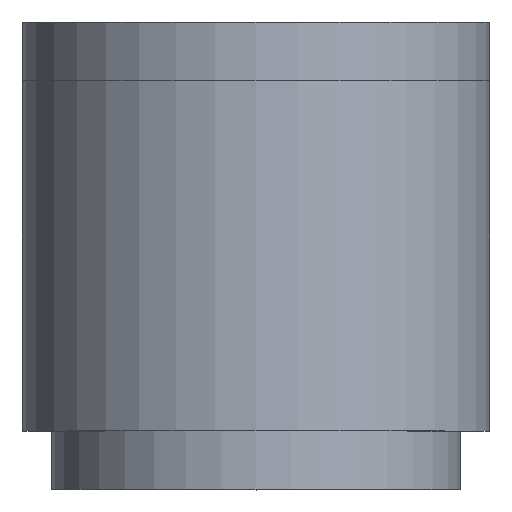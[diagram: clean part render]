
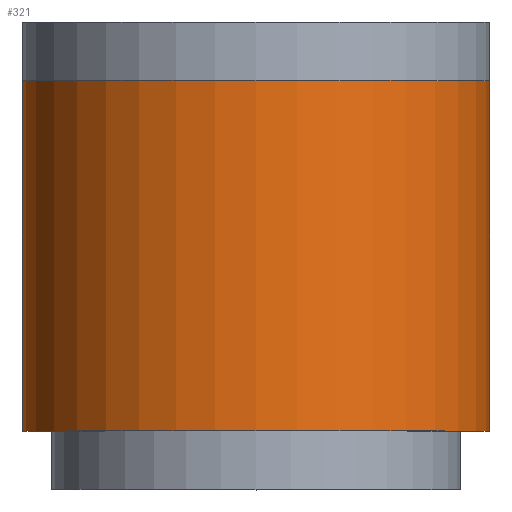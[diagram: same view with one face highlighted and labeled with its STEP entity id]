
A CAD part, top view. The second image highlights one B-rep face of the part: STEP entity #321.
In plain terms, the highlighted cylindrical face has radius 20 mm (diameter 40 mm), a partial arc.
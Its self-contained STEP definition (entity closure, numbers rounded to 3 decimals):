
#66=CARTESIAN_POINT('',(0.,30.,0.));
#67=DIRECTION('',(0.,-1.,0.));
#68=DIRECTION('',(1.,0.,0.));
#69=AXIS2_PLACEMENT_3D('',#66,#67,#68);
#75=DIRECTION('',(0.,1.,0.));
#76=VECTOR('',#75,30.);
#77=CARTESIAN_POINT('',(20.,0.,0.));
#78=LINE('',#77,#76);
#79=CARTESIAN_POINT('',(0.,0.,0.));
#80=DIRECTION('',(0.,-1.,0.));
#81=DIRECTION('',(1.,0.,0.));
#82=AXIS2_PLACEMENT_3D('',#79,#80,#81);
#84=DIRECTION('',(0.,1.,0.));
#85=VECTOR('',#84,30.);
#86=CARTESIAN_POINT('',(-20.,0.,0.));
#87=LINE('',#86,#85);
#159=CARTESIAN_POINT('',(20.,0.,0.));
#160=CARTESIAN_POINT('',(20.,30.,0.));
#161=VERTEX_POINT('',#159);
#162=VERTEX_POINT('',#160);
#179=CARTESIAN_POINT('',(-20.,0.,0.));
#180=CARTESIAN_POINT('',(-20.,30.,0.));
#181=VERTEX_POINT('',#179);
#182=VERTEX_POINT('',#180);
#307=CARTESIAN_POINT('',(0.,-7.,0.));
#308=DIRECTION('',(0.,1.,0.));
#309=DIRECTION('',(1.,0.,0.));
#310=AXIS2_PLACEMENT_3D('',#307,#308,#309);
#311=CYLINDRICAL_SURFACE('',#310,20.);
#313=ORIENTED_EDGE('',*,*,#312,.F.);
#315=ORIENTED_EDGE('',*,*,#314,.T.);
#317=ORIENTED_EDGE('',*,*,#316,.T.);
#318=ORIENTED_EDGE('',*,*,#300,.F.);
#319=EDGE_LOOP('',(#313,#315,#317,#318));
#320=FACE_OUTER_BOUND('',#319,.F.);
#321=ADVANCED_FACE('',(#320),#311,.T.);
#70=CIRCLE('',#69,20.);
#83=CIRCLE('',#82,20.);
#300=EDGE_CURVE('',#162,#182,#70,.T.);
#312=EDGE_CURVE('',#161,#162,#78,.T.);
#314=EDGE_CURVE('',#161,#181,#83,.T.);
#316=EDGE_CURVE('',#181,#182,#87,.T.);
